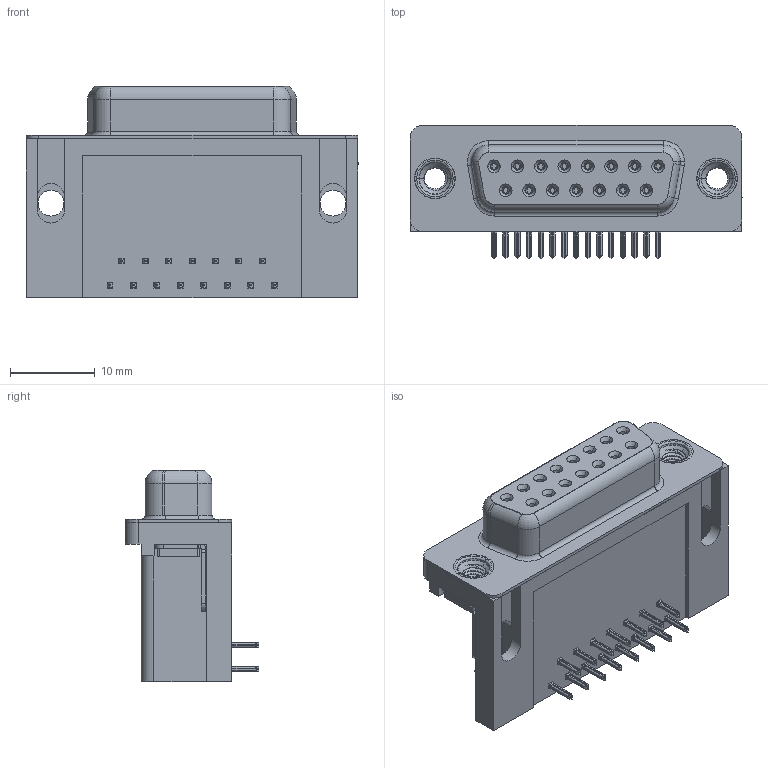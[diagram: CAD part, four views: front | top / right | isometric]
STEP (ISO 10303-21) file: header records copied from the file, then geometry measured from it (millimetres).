
FILE_DESCRIPTION (( 'STEP AP203' ), '1' );
FILE_NAME ('626-015-662-515.STEP', '2018-11-07T02:02:55', ( '' ), ( '' ), 'SwSTEP 2.0', 'SolidWorks 2016', '' );
FILE_SCHEMA (( 'CONFIG_CONTROL_DESIGN' ));
Length unit declared in the file: millimetre
Products named in the file (7): 626 Shell_15 Socket; 626 Contact Bottom; 626 Contact Top; 626 Thru Hole Board Mount; 626 M3 Threaded Rivet; 626-015-662-515; 626 Housing_15 Socket
Assembly tree (21 placements, depth 2):
  626-015-662-515
    626 Housing_15 Socket
    626 Shell_15 Socket
    626 Contact Bottom  x7
    626 Contact Top  x8
    626 Thru Hole Board Mount  x2
    626 M3 Threaded Rivet  x2
Bounding box: 39.22 x 15.73 x 24.96 mm (x, y, z)
Volume: 7237.5 mm3; surface area: 8020.2 mm2
Topology: 21 solids, 21 shells, 2425 faces, 6366 edges, 3998 vertices
Faces by surface type: plane 1072, cylinder 609, bspline 518, cone 188, torus 38
Entity records: 26135 total; most frequent: CARTESIAN_POINT 8665, ORIENTED_EDGE 3534, DIRECTION 3150, EDGE_CURVE 1767, VERTEX_POINT 1125, LINE 1086, VECTOR 1086, AXIS2_PLACEMENT_3D 1032
